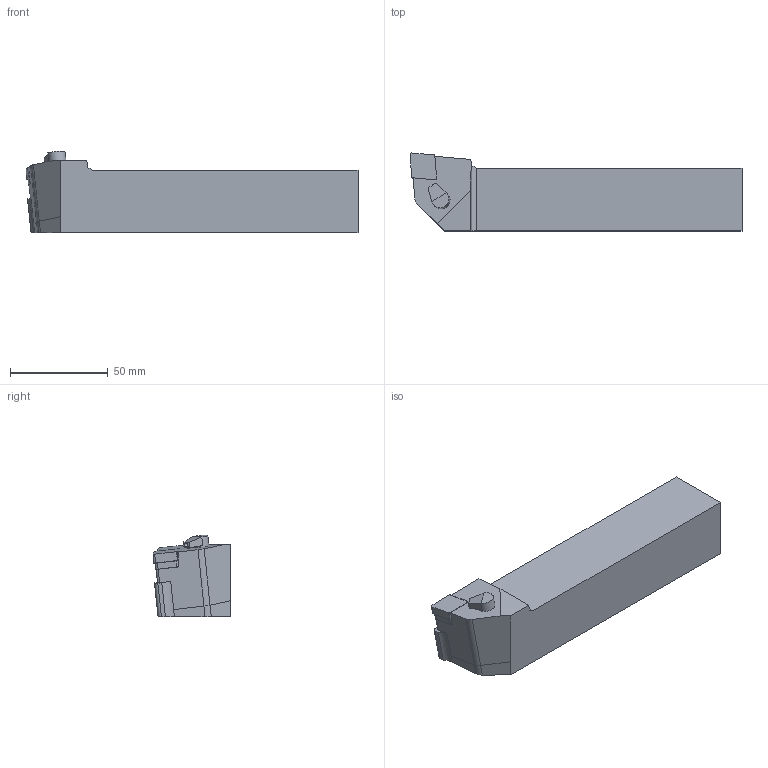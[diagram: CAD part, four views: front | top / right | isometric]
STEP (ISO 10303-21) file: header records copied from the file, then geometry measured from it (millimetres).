
FILE_DESCRIPTION(/* description */ (''),/* implementation_level */ '2;1');
FILE_NAME(/* name */ 'PCLNL-3232-P12-H.stp',/* time_stamp */ '2023-10-03T14:37:42+03:00',/* author */ (''),/* organization */ (''),/* preprocessor_version */ 'ST-DEVELOPER v19.4',/* originating_system */ 'SIEMENS PLM Software NX2306.3001',/* authorisation */ '');
FILE_SCHEMA (('AUTOMOTIVE_DESIGN { 1 0 10303 214 3 1 1 1 }'));
Length unit declared in the file: millimetre
Products named in the file (1): PCLNR-3232-P12-H
Bounding box: 169.93 x 39.92 x 41.85 mm (x, y, z)
Volume: 175235.7 mm3; surface area: 24745.4 mm2
Topology: 2 solids, 2 shells, 73 faces, 190 edges, 123 vertices
Faces by surface type: plane 49, cylinder 21, cone 3
Full cylindrical faces by diameter (mm): 3.8 x1
Entity records: 2354 total; most frequent: CARTESIAN_POINT 446, DIRECTION 380, ORIENTED_EDGE 370, EDGE_CURVE 185, LINE 134, VECTOR 134, AXIS2_PLACEMENT_3D 123, VERTEX_POINT 121
